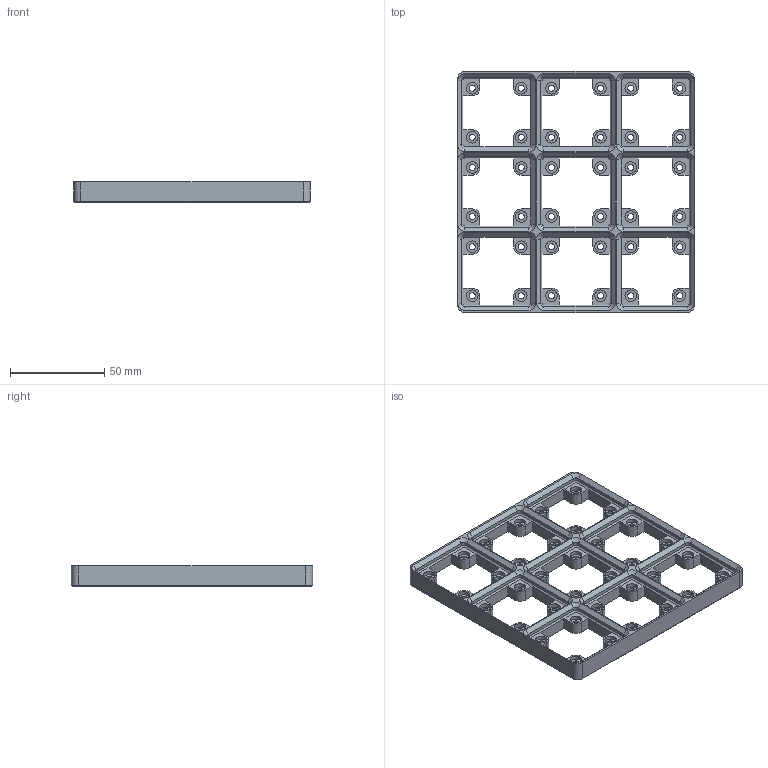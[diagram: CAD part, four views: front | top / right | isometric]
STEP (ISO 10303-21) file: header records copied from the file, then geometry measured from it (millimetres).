
FILE_DESCRIPTION(/* description */ (''),/* implementation_level */ '2;1');
FILE_NAME(/* name */ 'Hardware-Baseplate-3x3.step',/* time_stamp */ '2024-08-11T18:45:08-04:00',/* author */ (''),/* organization */ (''),/* preprocessor_version */ 'ST-DEVELOPER v20',/* originating_system */ 'Autodesk Translation Framework v13.14.0.145',/* authorisation */ '');
FILE_SCHEMA (('AUTOMOTIVE_DESIGN { 1 0 10303 214 3 1 1 }'));
Length unit declared in the file: millimetre
Products named in the file (1): Hardware-Baseplate-3x3
Bounding box: 125.5 x 127.9 x 10.9 mm (x, y, z)
Volume: 54197.5 mm3; surface area: 33817.7 mm2
Topology: 1 solids, 1 shells, 594 faces, 1378 edges, 816 vertices
Faces by surface type: plane 298, cylinder 184, cone 112
Full cylindrical faces by diameter (mm): 3.2 x36, 6 x36, 6.075 x36
Entity records: 16755 total; most frequent: DIRECTION 3012, CARTESIAN_POINT 2789, ORIENTED_EDGE 2756, EDGE_CURVE 1378, AXIS2_PLACEMENT_3D 1039, LINE 934, VECTOR 934, VERTEX_POINT 816
